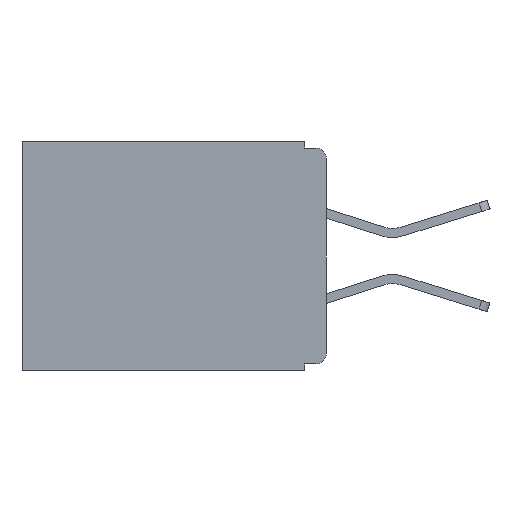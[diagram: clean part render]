
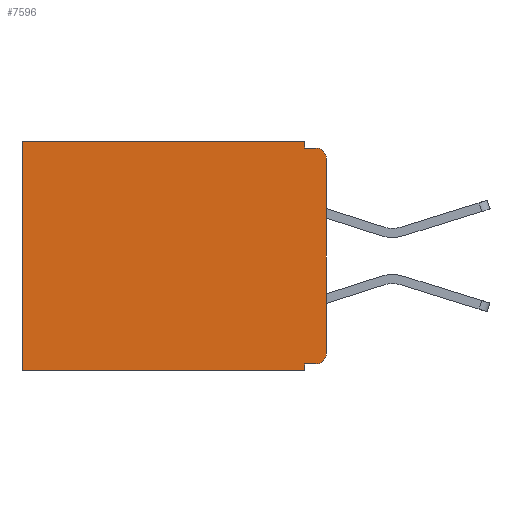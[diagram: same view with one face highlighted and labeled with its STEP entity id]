
A CAD part, left-side view. The second image highlights one B-rep face of the part: STEP entity #7596.
In plain terms, the highlighted planar face has unit normal (-1, 0, 0).
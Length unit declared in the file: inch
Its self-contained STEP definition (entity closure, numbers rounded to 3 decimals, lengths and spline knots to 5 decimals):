
#56 = LINE ( 'NONE', #904, #3428 ) ;
#122 = EDGE_CURVE ( 'NONE', #19292, #3110, #13796, .T. ) ;
#580 = CARTESIAN_POINT ( 'NONE',  ( 0.3, 0.031, 0. ) ) ;
#904 = CARTESIAN_POINT ( 'NONE',  ( 0.3, 0., 0. ) ) ;
#1668 = LINE ( 'NONE', #12706, #10237 ) ;
#1882 = DIRECTION ( 'NONE',  ( -1., 0., 0. ) ) ;
#2105 = PLANE ( 'NONE',  #15705 ) ;
#2242 = EDGE_CURVE ( 'NONE', #15044, #13305, #12454, .T. ) ;
#2495 = CIRCLE ( 'NONE', #7882, 0.015 ) ;
#2535 = DIRECTION ( 'NONE',  ( 0., 1., 0. ) ) ;
#3110 = VERTEX_POINT ( 'NONE', #15471 ) ;
#3166 = DIRECTION ( 'NONE',  ( 0., 0., -1. ) ) ;
#3358 = ORIENTED_EDGE ( 'NONE', *, *, #19333, .T. ) ;
#3428 = VECTOR ( 'NONE', #2535, 39.37008 ) ;
#3605 = ORIENTED_EDGE ( 'NONE', *, *, #12135, .T. ) ;
#3779 = VECTOR ( 'NONE', #5420, 39.37008 ) ;
#4016 = VECTOR ( 'NONE', #12560, 39.37008 ) ;
#4363 = ORIENTED_EDGE ( 'NONE', *, *, #13195, .F. ) ;
#4488 = CARTESIAN_POINT ( 'NONE',  ( 0.3, 0., -0.33 ) ) ;
#4661 = VERTEX_POINT ( 'NONE', #7357 ) ;
#4795 = LINE ( 'NONE', #11712, #3779 ) ;
#5420 = DIRECTION ( 'NONE',  ( 0., 0., -1. ) ) ;
#5459 = CARTESIAN_POINT ( 'NONE',  ( 0.3, 0.031, -0.01 ) ) ;
#5468 = DIRECTION ( 'NONE',  ( 0., -1., 0. ) ) ;
#5644 = CARTESIAN_POINT ( 'NONE',  ( 0.3, 0.437, -0.33 ) ) ;
#5905 = CARTESIAN_POINT ( 'NONE',  ( 0.3, 0., -0.32 ) ) ;
#6642 = ORIENTED_EDGE ( 'NONE', *, *, #14829, .F. ) ;
#6708 = CARTESIAN_POINT ( 'NONE',  ( 0.3, 0.031, -0.33 ) ) ;
#6829 = VECTOR ( 'NONE', #7268, 39.37008 ) ;
#7268 = DIRECTION ( 'NONE',  ( 0., 0., -1. ) ) ;
#7357 = CARTESIAN_POINT ( 'NONE',  ( 0.3, 0.437, -0.33 ) ) ;
#7503 = CARTESIAN_POINT ( 'NONE',  ( 0.3, 0.437, 0. ) ) ;
#7596 = ADVANCED_FACE ( 'NONE', ( #12775 ), #2105, .F. ) ;
#7810 = CARTESIAN_POINT ( 'NONE',  ( 0.3, 0., -0.33 ) ) ;
#7882 = AXIS2_PLACEMENT_3D ( 'NONE', #17703, #8300, #19239 ) ;
#8101 = CARTESIAN_POINT ( 'NONE',  ( 0.3, 0., -0.33 ) ) ;
#8300 = DIRECTION ( 'NONE',  ( -1., 0., 0. ) ) ;
#8828 = CARTESIAN_POINT ( 'NONE',  ( 0.3, 0., -0.305 ) ) ;
#8876 = ORIENTED_EDGE ( 'NONE', *, *, #20000, .F. ) ;
#8998 = CARTESIAN_POINT ( 'NONE',  ( 0.3, 0.015, -0.01 ) ) ;
#9079 = LINE ( 'NONE', #4488, #20503 ) ;
#9530 = DIRECTION ( 'NONE',  ( 1., 0., 0. ) ) ;
#10237 = VECTOR ( 'NONE', #3166, 39.37008 ) ;
#11076 = ORIENTED_EDGE ( 'NONE', *, *, #15884, .T. ) ;
#11326 = ORIENTED_EDGE ( 'NONE', *, *, #122, .F. ) ;
#11484 = CARTESIAN_POINT ( 'NONE',  ( 0.3, 0.015, -0.025 ) ) ;
#11712 = CARTESIAN_POINT ( 'NONE',  ( 0.3, 0.031, 0. ) ) ;
#11803 = ORIENTED_EDGE ( 'NONE', *, *, #2242, .F. ) ;
#12045 = VECTOR ( 'NONE', #5468, 39.37008 ) ;
#12135 = EDGE_CURVE ( 'NONE', #16639, #4661, #19344, .T. ) ;
#12299 = ORIENTED_EDGE ( 'NONE', *, *, #18347, .F. ) ;
#12348 = AXIS2_PLACEMENT_3D ( 'NONE', #11484, #1882, #13070 ) ;
#12360 = CIRCLE ( 'NONE', #12348, 0.015 ) ;
#12447 = VERTEX_POINT ( 'NONE', #6708 ) ;
#12454 = LINE ( 'NONE', #8101, #4016 ) ;
#12560 = DIRECTION ( 'NONE',  ( 0., 0., -1. ) ) ;
#12706 = CARTESIAN_POINT ( 'NONE',  ( 0.3, 0.031, -0.33 ) ) ;
#12775 = FACE_OUTER_BOUND ( 'NONE', #16645, .T. ) ;
#12786 = VECTOR ( 'NONE', #13273, 39.37008 ) ;
#13070 = DIRECTION ( 'NONE',  ( 0., 0., -1. ) ) ;
#13078 = DIRECTION ( 'NONE',  ( 0., 0., -1. ) ) ;
#13195 = EDGE_CURVE ( 'NONE', #18867, #20398, #4795, .T. ) ;
#13273 = DIRECTION ( 'NONE',  ( 0., 1., 0. ) ) ;
#13305 = VERTEX_POINT ( 'NONE', #8828 ) ;
#13796 = LINE ( 'NONE', #5905, #12786 ) ;
#14829 = EDGE_CURVE ( 'NONE', #3110, #12447, #1668, .T. ) ;
#15044 = VERTEX_POINT ( 'NONE', #17924 ) ;
#15306 = VERTEX_POINT ( 'NONE', #8998 ) ;
#15471 = CARTESIAN_POINT ( 'NONE',  ( 0.3, 0.031, -0.32 ) ) ;
#15705 = AXIS2_PLACEMENT_3D ( 'NONE', #7810, #9530, #13078 ) ;
#15791 = LINE ( 'NONE', #16535, #12045 ) ;
#15884 = EDGE_CURVE ( 'NONE', #18867, #16639, #56, .T. ) ;
#16034 = ORIENTED_EDGE ( 'NONE', *, *, #16274, .T. ) ;
#16037 = CARTESIAN_POINT ( 'NONE',  ( 0.3, 0.015, -0.32 ) ) ;
#16274 = EDGE_CURVE ( 'NONE', #15044, #15306, #12360, .T. ) ;
#16535 = CARTESIAN_POINT ( 'NONE',  ( 0.3, 0., -0.01 ) ) ;
#16639 = VERTEX_POINT ( 'NONE', #7503 ) ;
#16645 = EDGE_LOOP ( 'NONE', ( #11803, #16034, #12299, #4363, #11076, #3605, #8876, #6642, #11326, #3358 ) ) ;
#17703 = CARTESIAN_POINT ( 'NONE',  ( 0.3, 0.015, -0.305 ) ) ;
#17924 = CARTESIAN_POINT ( 'NONE',  ( 0.3, 0., -0.025 ) ) ;
#18347 = EDGE_CURVE ( 'NONE', #20398, #15306, #15791, .T. ) ;
#18676 = DIRECTION ( 'NONE',  ( 0., 1., 0. ) ) ;
#18867 = VERTEX_POINT ( 'NONE', #580 ) ;
#19239 = DIRECTION ( 'NONE',  ( 0., 0., -1. ) ) ;
#19292 = VERTEX_POINT ( 'NONE', #16037 ) ;
#19333 = EDGE_CURVE ( 'NONE', #19292, #13305, #2495, .T. ) ;
#19344 = LINE ( 'NONE', #5644, #6829 ) ;
#20000 = EDGE_CURVE ( 'NONE', #12447, #4661, #9079, .T. ) ;
#20398 = VERTEX_POINT ( 'NONE', #5459 ) ;
#20503 = VECTOR ( 'NONE', #18676, 39.37008 ) ;
